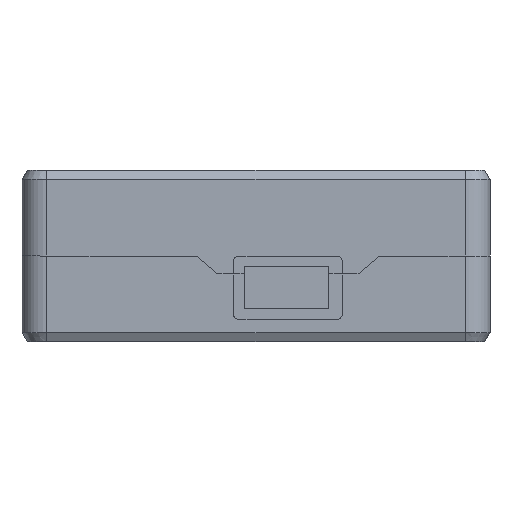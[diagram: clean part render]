
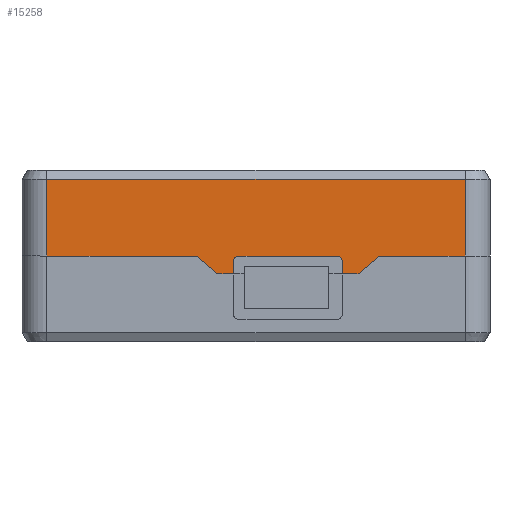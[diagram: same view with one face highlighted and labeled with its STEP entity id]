
A CAD part, front view. The second image highlights one B-rep face of the part: STEP entity #15258.
In plain terms, the highlighted planar face has unit normal (0, -1, 0).
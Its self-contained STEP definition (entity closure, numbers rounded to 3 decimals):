
#1056=CIRCLE('',#15966,1.);
#1057=CIRCLE('',#15969,1.);
#1922=FACE_OUTER_BOUND('',#2838,.T.);
#2838=EDGE_LOOP('',(#13169,#13170,#13171,#13172,#13173,#13174,#13175,#13176,
#13177,#13178,#13179,#13180,#13181,#13182));
#3920=LINE('',#26881,#5398);
#3923=LINE('',#26887,#5401);
#3931=LINE('',#26904,#5409);
#4009=LINE('',#27089,#5487);
#4017=LINE('',#27106,#5495);
#4094=LINE('',#27325,#5572);
#4096=LINE('',#27332,#5574);
#4129=LINE('',#27439,#5607);
#4155=LINE('',#27504,#5633);
#4158=LINE('',#27512,#5636);
#4159=LINE('',#27513,#5637);
#4160=LINE('',#27514,#5638);
#5398=VECTOR('',#17866,10.);
#5401=VECTOR('',#17871,10.);
#5409=VECTOR('',#17883,10.);
#5487=VECTOR('',#18051,10.);
#5495=VECTOR('',#18063,10.);
#5572=VECTOR('',#18268,10.);
#5574=VECTOR('',#18276,10.);
#5607=VECTOR('',#18391,10.);
#5633=VECTOR('',#18469,10.);
#5636=VECTOR('',#18480,10.);
#5637=VECTOR('',#18481,10.);
#5638=VECTOR('',#18482,10.);
#6972=VERTEX_POINT('',#26878);
#6973=VERTEX_POINT('',#26880);
#6974=VERTEX_POINT('',#26884);
#6975=VERTEX_POINT('',#26886);
#6982=VERTEX_POINT('',#26902);
#7043=VERTEX_POINT('',#27086);
#7044=VERTEX_POINT('',#27088);
#7051=VERTEX_POINT('',#27104);
#7129=VERTEX_POINT('',#27324);
#7131=VERTEX_POINT('',#27330);
#7162=VERTEX_POINT('',#27431);
#7163=VERTEX_POINT('',#27433);
#7164=VERTEX_POINT('',#27437);
#7178=VERTEX_POINT('',#27511);
#8924=EDGE_CURVE('',#6973,#6972,#3920,.T.);
#8927=EDGE_CURVE('',#6974,#6975,#3923,.T.);
#8936=EDGE_CURVE('',#6982,#6974,#3931,.T.);
#9027=EDGE_CURVE('',#7043,#7044,#4009,.T.);
#9036=EDGE_CURVE('',#7051,#7043,#4017,.T.);
#9149=EDGE_CURVE('',#7044,#7129,#4094,.T.);
#9153=EDGE_CURVE('',#6982,#7131,#4096,.T.);
#9203=EDGE_CURVE('',#7162,#7163,#1056,.T.);
#9206=EDGE_CURVE('',#7162,#7164,#4129,.T.);
#9207=EDGE_CURVE('',#6973,#7164,#1057,.T.);
#9238=EDGE_CURVE('',#7129,#7131,#4155,.T.);
#9241=EDGE_CURVE('',#7178,#7051,#4158,.T.);
#9242=EDGE_CURVE('',#7178,#7163,#4159,.T.);
#9243=EDGE_CURVE('',#6975,#6972,#4160,.T.);
#13169=ORIENTED_EDGE('',*,*,#8936,.F.);
#13170=ORIENTED_EDGE('',*,*,#9153,.T.);
#13171=ORIENTED_EDGE('',*,*,#9238,.F.);
#13172=ORIENTED_EDGE('',*,*,#9149,.F.);
#13173=ORIENTED_EDGE('',*,*,#9027,.F.);
#13174=ORIENTED_EDGE('',*,*,#9036,.F.);
#13175=ORIENTED_EDGE('',*,*,#9241,.F.);
#13176=ORIENTED_EDGE('',*,*,#9242,.T.);
#13177=ORIENTED_EDGE('',*,*,#9203,.F.);
#13178=ORIENTED_EDGE('',*,*,#9206,.T.);
#13179=ORIENTED_EDGE('',*,*,#9207,.F.);
#13180=ORIENTED_EDGE('',*,*,#8924,.T.);
#13181=ORIENTED_EDGE('',*,*,#9243,.F.);
#13182=ORIENTED_EDGE('',*,*,#8927,.F.);
#14469=PLANE('',#15997);
#15258=ADVANCED_FACE('',(#1922),#14469,.T.);
#15966=AXIS2_PLACEMENT_3D('',#27434,#18385,#18386);
#15969=AXIS2_PLACEMENT_3D('',#27441,#18394,#18395);
#15997=AXIS2_PLACEMENT_3D('',#27510,#18478,#18479);
#17866=DIRECTION('',(0.,0.,-1.));
#17871=DIRECTION('',(-0.766,0.,-0.643));
#17883=DIRECTION('',(-1.,0.,0.));
#18051=DIRECTION('',(-1.,0.,0.));
#18063=DIRECTION('',(-0.766,0.,0.643));
#18268=DIRECTION('',(0.,0.,1.));
#18276=DIRECTION('',(0.,0.,1.));
#18385=DIRECTION('center_axis',(0.,-1.,0.));
#18386=DIRECTION('ref_axis',(-0.707,0.,0.707));
#18391=DIRECTION('',(1.,0.,0.));
#18394=DIRECTION('center_axis',(0.,-1.,0.));
#18395=DIRECTION('ref_axis',(0.707,0.,0.707));
#18469=DIRECTION('',(1.,0.,0.));
#18478=DIRECTION('center_axis',(0.,-1.,0.));
#18479=DIRECTION('ref_axis',(-1.,0.,0.));
#18480=DIRECTION('',(-1.,0.,0.));
#18481=DIRECTION('',(0.,0.,1.));
#18482=DIRECTION('',(-1.,0.,0.));
#26878=CARTESIAN_POINT('',(16.275,-91.832,8.4));
#26880=CARTESIAN_POINT('',(16.275,-91.832,10.8));
#26881=CARTESIAN_POINT('',(16.275,-91.832,4.8));
#26884=CARTESIAN_POINT('',(23.327,-91.832,11.8));
#26886=CARTESIAN_POINT('',(19.275,-91.832,8.4));
#26887=CARTESIAN_POINT('',(22.602,-91.832,11.191));
#26902=CARTESIAN_POINT('',(39.507,-91.832,11.8));
#26904=CARTESIAN_POINT('',(39.507,-91.832,11.8));
#27086=CARTESIAN_POINT('',(-11.277,-91.832,11.8));
#27088=CARTESIAN_POINT('',(-39.507,-91.832,11.8));
#27089=CARTESIAN_POINT('',(-3.065,-91.832,11.8));
#27104=CARTESIAN_POINT('',(-7.225,-91.832,8.4));
#27106=CARTESIAN_POINT('',(7.071,-91.832,-3.595));
#27324=CARTESIAN_POINT('',(-39.507,-91.832,26.268));
#27325=CARTESIAN_POINT('',(-39.507,-91.832,-4.4));
#27330=CARTESIAN_POINT('',(39.507,-91.832,26.268));
#27332=CARTESIAN_POINT('',(39.507,-91.832,-4.4));
#27431=CARTESIAN_POINT('',(-3.225,-91.832,11.8));
#27433=CARTESIAN_POINT('',(-4.225,-91.832,10.8));
#27434=CARTESIAN_POINT('Origin',(-3.225,-91.832,10.8));
#27437=CARTESIAN_POINT('',(15.275,-91.832,11.8));
#27439=CARTESIAN_POINT('',(17.641,-91.832,11.8));
#27441=CARTESIAN_POINT('Origin',(15.275,-91.832,10.8));
#27504=CARTESIAN_POINT('',(19.754,-91.832,26.268));
#27510=CARTESIAN_POINT('Origin',(39.507,-91.832,-2.2));
#27511=CARTESIAN_POINT('',(-4.225,-91.832,8.4));
#27512=CARTESIAN_POINT('',(16.141,-91.832,8.4));
#27513=CARTESIAN_POINT('',(-4.225,-91.832,-1.2));
#27514=CARTESIAN_POINT('',(16.141,-91.832,8.4));
